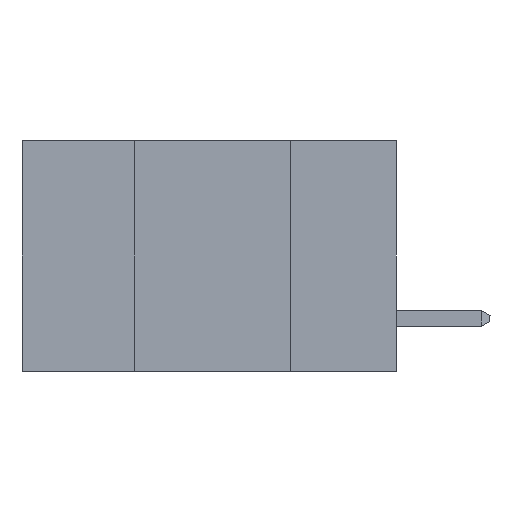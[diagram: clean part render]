
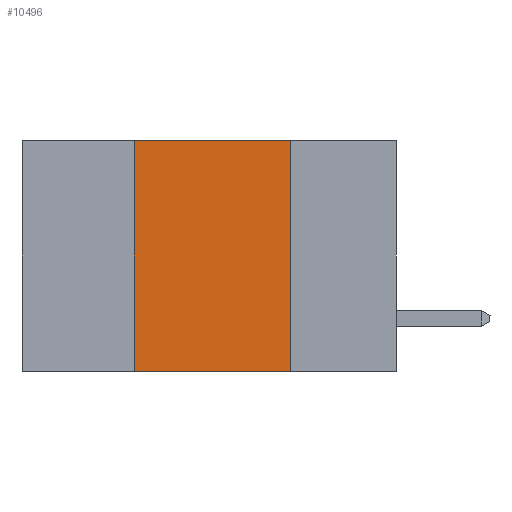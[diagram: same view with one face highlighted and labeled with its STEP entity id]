
A CAD part, left-side view. The second image highlights one B-rep face of the part: STEP entity #10496.
In plain terms, the highlighted planar face has unit normal (-1, 0, 0).
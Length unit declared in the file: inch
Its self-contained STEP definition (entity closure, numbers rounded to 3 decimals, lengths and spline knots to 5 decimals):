
#534 = VERTEX_POINT ( 'NONE', #6954 ) ;
#793 = VECTOR ( 'NONE', #16322, 39.37008 ) ;
#1820 = ORIENTED_EDGE ( 'NONE', *, *, #2862, .F. ) ;
#1899 = DIRECTION ( 'NONE',  ( 0., -1., 0. ) ) ;
#2697 = VECTOR ( 'NONE', #15789, 39.37008 ) ;
#2862 = EDGE_CURVE ( 'NONE', #11802, #11185, #11062, .T. ) ;
#3242 = CARTESIAN_POINT ( 'NONE',  ( 0., 0.42, -0.37 ) ) ;
#3696 = DIRECTION ( 'NONE',  ( 0., 0., -1. ) ) ;
#4634 = AXIS2_PLACEMENT_3D ( 'NONE', #6323, #4961, #3696 ) ;
#4961 = DIRECTION ( 'NONE',  ( 1., 0., 0. ) ) ;
#5097 = ORIENTED_EDGE ( 'NONE', *, *, #13162, .F. ) ;
#5678 = ORIENTED_EDGE ( 'NONE', *, *, #5781, .F. ) ;
#5781 = EDGE_CURVE ( 'NONE', #11185, #534, #11295, .T. ) ;
#6228 = PLANE ( 'NONE',  #4634 ) ;
#6323 = CARTESIAN_POINT ( 'NONE',  ( 0., 0.6, 0. ) ) ;
#6395 = FACE_OUTER_BOUND ( 'NONE', #8743, .T. ) ;
#6819 = CARTESIAN_POINT ( 'NONE',  ( 0., 0.42, 0. ) ) ;
#6954 = CARTESIAN_POINT ( 'NONE',  ( 0., 0.17, -0.37 ) ) ;
#7355 = CARTESIAN_POINT ( 'NONE',  ( 0., 0.17, 0. ) ) ;
#7420 = VERTEX_POINT ( 'NONE', #15805 ) ;
#8743 = EDGE_LOOP ( 'NONE', ( #5678, #1820, #5097, #9124 ) ) ;
#9124 = ORIENTED_EDGE ( 'NONE', *, *, #16624, .T. ) ;
#9773 = LINE ( 'NONE', #13708, #11121 ) ;
#9890 = CARTESIAN_POINT ( 'NONE',  ( 0., 0.6, 0. ) ) ;
#10496 = ADVANCED_FACE ( 'NONE', ( #6395 ), #6228, .F. ) ;
#10764 = VECTOR ( 'NONE', #11158, 39.37008 ) ;
#11062 = LINE ( 'NONE', #9890, #10764 ) ;
#11121 = VECTOR ( 'NONE', #1899, 39.37008 ) ;
#11158 = DIRECTION ( 'NONE',  ( 0., -1., 0. ) ) ;
#11185 = VERTEX_POINT ( 'NONE', #7355 ) ;
#11222 = CARTESIAN_POINT ( 'NONE',  ( 0., 0.17, -0.37 ) ) ;
#11295 = LINE ( 'NONE', #11222, #793 ) ;
#11802 = VERTEX_POINT ( 'NONE', #6819 ) ;
#13162 = EDGE_CURVE ( 'NONE', #7420, #11802, #14790, .T. ) ;
#13708 = CARTESIAN_POINT ( 'NONE',  ( 0., 0.6, -0.37 ) ) ;
#14790 = LINE ( 'NONE', #3242, #2697 ) ;
#15789 = DIRECTION ( 'NONE',  ( 0., 0., 1. ) ) ;
#15805 = CARTESIAN_POINT ( 'NONE',  ( 0., 0.42, -0.37 ) ) ;
#16322 = DIRECTION ( 'NONE',  ( 0., 0., -1. ) ) ;
#16624 = EDGE_CURVE ( 'NONE', #7420, #534, #9773, .T. ) ;
